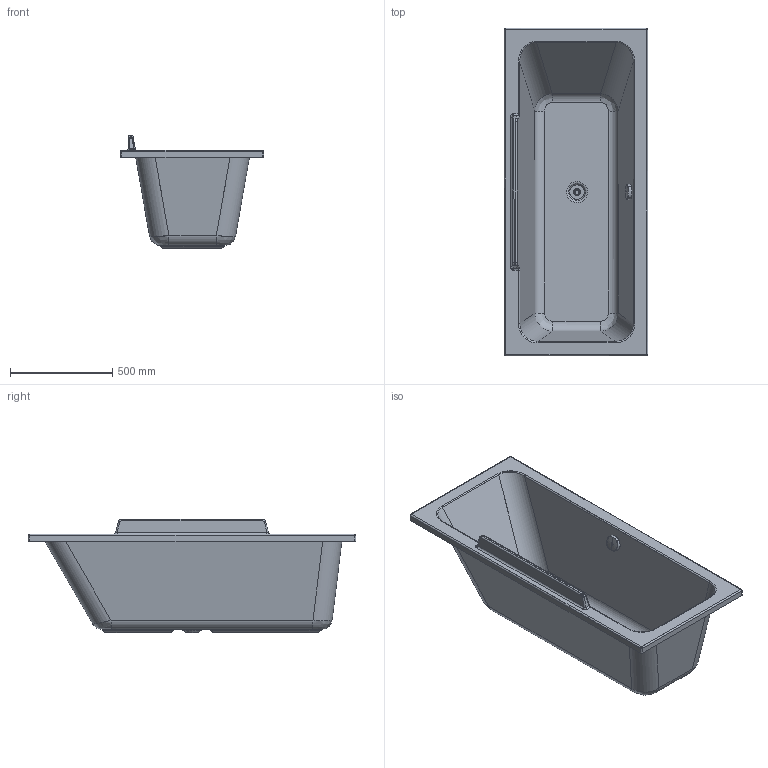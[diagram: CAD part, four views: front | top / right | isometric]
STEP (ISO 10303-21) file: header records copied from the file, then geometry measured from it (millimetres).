
FILE_DESCRIPTION((''),'2;1');
FILE_NAME('700293.stp','2013-05-27T15:43:29',('Administrator'),(''),'Autodesk Inventor 2011','Autodesk Inventor 2011','');
FILE_SCHEMA(('CONFIG_CONTROL_DESIGN'));
Length unit declared in the file: millimetre
Products named in the file (4): 700293; Stopfen; Verschluss_Ueberlauf
Assembly tree (3 placements, depth 2):
  700293
    700293
    Stopfen
    Verschluss_Ueberlauf
Bounding box: 700.95 x 1600.41 x 552.5 mm (x, y, z)
Volume: 16232327.2 mm3; surface area: 5670674.7 mm2
Topology: 5 solids, 5 shells, 341 faces, 848 edges, 501 vertices
Faces by surface type: plane 145, cylinder 119, bspline 52, sphere 11, torus 7, cone 7
Full cylindrical faces by diameter (mm): 9.2 x1, 13 x1, 14.5 x1, 24 x1, 29.2 x1, 32 x2, 52 x1, 72 x1
Entity records: 16827 total; most frequent: CARTESIAN_POINT 8595, ORIENTED_EDGE 1614, DIRECTION 1599, EDGE_CURVE 807, AXIS2_PLACEMENT_3D 588, VERTEX_POINT 487, VECTOR 423, LINE 423
